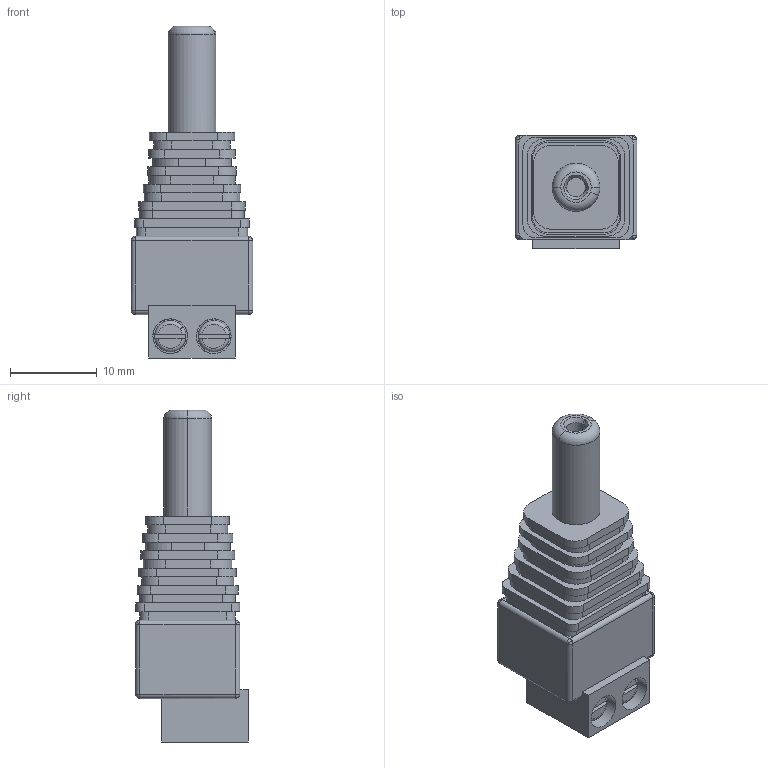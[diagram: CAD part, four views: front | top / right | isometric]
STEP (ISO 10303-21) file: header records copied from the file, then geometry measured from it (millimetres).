
FILE_DESCRIPTION(/* description */ ('12v female connector'),/* implementation_level */ '2;1');
FILE_NAME(/* name */ '12v_connector_female_.stp',/* time_stamp */ '2021-12-29T13:41:33+00:00',/* author */ ('Oscar Calero'),/* organization */ ('none'),/* preprocessor_version */ 'none',/* originating_system */ 'none',/* authorisation */ 'CC BY-NC');
FILE_SCHEMA(('AUTOMOTIVE_DESIGN { 1 0 10303 214 1 1 1 1 }'));
Length unit declared in the file: millimetre
Products named in the file (1): 12v_connector
Bounding box: 14 x 13 x 38.2 mm (x, y, z)
Volume: 3495.2 mm3; surface area: 2174.1 mm2
Topology: 1 solids, 1 shells, 214 faces, 555 edges, 354 vertices
Faces by surface type: plane 115, cylinder 75, sphere 12, torus 9, cone 3
Entity records: 6916 total; most frequent: CARTESIAN_POINT 1369, ORIENTED_EDGE 1094, DIRECTION 887, EDGE_CURVE 547, AXIS2_PLACEMENT_3D 355, VERTEX_POINT 354, VECTOR 352, LINE 352
